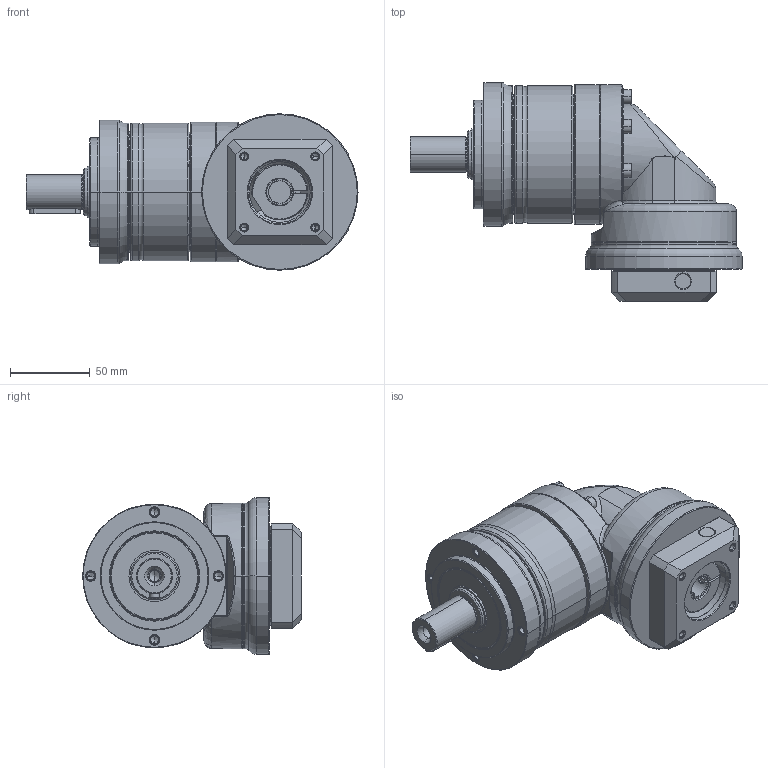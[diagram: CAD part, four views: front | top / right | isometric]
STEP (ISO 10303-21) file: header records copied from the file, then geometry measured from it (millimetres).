
FILE_DESCRIPTION((''),'2;1');
FILE_NAME('PE2R-090_1ST_14-P0411300101_ASM','2016-05-09T',('d00435'),(''),'PRO/ENGINEER BY PARAMETRIC TECHNOLOGY CORPORATION, 2008410','PRO/ENGINEER BY PARAMETRIC TECHNOLOGY CORPORATION, 2008410','');
FILE_SCHEMA(('CONFIG_CONTROL_DESIGN'));
Length unit declared in the file: millimetre
Products named in the file (12): P1323310001; P0250300001; P0350301001; P1349300001; P1017300001; P0713300001; P0503300005; P1350300001; P0411300101; P1702300001; 2111BA05025; PE2R-090_1ST_14-P0411300101_ASM
Assembly tree (16 placements, depth 2):
  PE2R-090_1ST_14-P0411300101_ASM
    P1323310001
    P0250300001
    P0350301001
    P1349300001
    P1017300001
    P0713300001
    P0503300005
    P1350300001
    P0411300101
    P1702300001
    2111BA05025  x6
Bounding box: 208 x 137 x 98 mm (x, y, z)
Volume: 709095.3 mm3; surface area: 183313.5 mm2
Topology: 16 solids, 32 shells, 869 faces, 1934 edges, 1142 vertices
Faces by surface type: cylinder 291, cone 230, plane 212, torus 104, bspline 32
Entity records: 25373 total; most frequent: CARTESIAN_POINT 9256, DIRECTION 3636, ORIENTED_EDGE 3036, EDGE_CURVE 1550, AXIS2_PLACEMENT_3D 1548, VERTEX_POINT 942, CIRCLE 838, EDGE_LOOP 816
